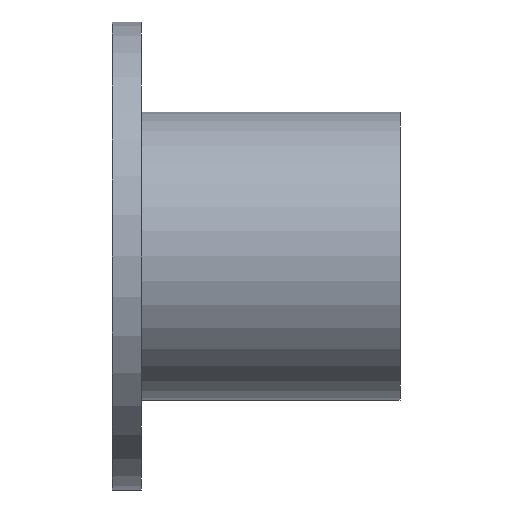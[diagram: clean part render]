
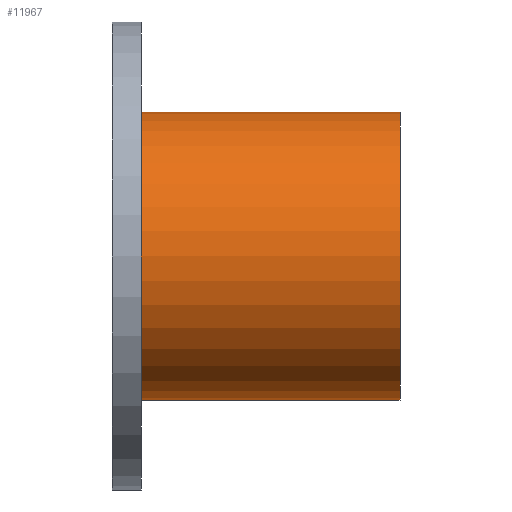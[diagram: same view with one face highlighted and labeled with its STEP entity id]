
A CAD part, front view. The second image highlights one B-rep face of the part: STEP entity #11967.
In plain terms, the highlighted cylindrical face has radius 8 mm (diameter 16 mm), a partial arc.
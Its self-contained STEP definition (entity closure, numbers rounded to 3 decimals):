
#1150 = CARTESIAN_POINT ( 'NONE',  ( 1.62, 0., -8. ) ) ;
#1205 = CARTESIAN_POINT ( 'NONE',  ( 1.62, 0., 0. ) ) ;
#1273 = ORIENTED_EDGE ( 'NONE', *, *, #11425, .T. ) ;
#2315 = DIRECTION ( 'NONE',  ( 0., 0., -1. ) ) ;
#2397 = VERTEX_POINT ( 'NONE', #1150 ) ;
#2926 = CARTESIAN_POINT ( 'NONE',  ( 1.62, 0., 8. ) ) ;
#3065 = DIRECTION ( 'NONE',  ( -1., 0., 0. ) ) ;
#3337 = ORIENTED_EDGE ( 'NONE', *, *, #13524, .T. ) ;
#3757 = VERTEX_POINT ( 'NONE', #11030 ) ;
#4267 = EDGE_LOOP ( 'NONE', ( #11190, #8433, #3337, #1273 ) ) ;
#4693 = AXIS2_PLACEMENT_3D ( 'NONE', #1205, #8861, #2315 ) ;
#4750 = CARTESIAN_POINT ( 'NONE',  ( 16., 0., 0. ) ) ;
#5551 = EDGE_CURVE ( 'NONE', #11338, #2397, #8491, .T. ) ;
#5820 = VECTOR ( 'NONE', #11728, 1000. ) ;
#6542 = CIRCLE ( 'NONE', #9293, 8. ) ;
#6833 = DIRECTION ( 'NONE',  ( 1., 0., 0. ) ) ;
#7042 = CYLINDRICAL_SURFACE ( 'NONE', #12118, 8. ) ;
#7626 = CARTESIAN_POINT ( 'NONE',  ( 16., 0., -8. ) ) ;
#7632 = VECTOR ( 'NONE', #3065, 1000. ) ;
#8051 = LINE ( 'NONE', #11922, #5820 ) ;
#8433 = ORIENTED_EDGE ( 'NONE', *, *, #9389, .F. ) ;
#8491 = LINE ( 'NONE', #9579, #7632 ) ;
#8861 = DIRECTION ( 'NONE',  ( 1., 0., 0. ) ) ;
#9293 = AXIS2_PLACEMENT_3D ( 'NONE', #13400, #6833, #13539 ) ;
#9389 = EDGE_CURVE ( 'NONE', #3757, #11338, #6542, .T. ) ;
#9579 = CARTESIAN_POINT ( 'NONE',  ( 16., 0., -8. ) ) ;
#9973 = CIRCLE ( 'NONE', #4693, 8. ) ;
#10304 = FACE_OUTER_BOUND ( 'NONE', #4267, .T. ) ;
#10458 = VERTEX_POINT ( 'NONE', #2926 ) ;
#10780 = DIRECTION ( 'NONE',  ( 0., 0., 1. ) ) ;
#11030 = CARTESIAN_POINT ( 'NONE',  ( 16., 0., 8. ) ) ;
#11190 = ORIENTED_EDGE ( 'NONE', *, *, #5551, .F. ) ;
#11338 = VERTEX_POINT ( 'NONE', #7626 ) ;
#11425 = EDGE_CURVE ( 'NONE', #10458, #2397, #9973, .T. ) ;
#11728 = DIRECTION ( 'NONE',  ( -1., 0., 0. ) ) ;
#11922 = CARTESIAN_POINT ( 'NONE',  ( 16., 0., 8. ) ) ;
#11967 = ADVANCED_FACE ( 'NONE', ( #10304 ), #7042, .T. ) ;
#12118 = AXIS2_PLACEMENT_3D ( 'NONE', #4750, #13940, #10780 ) ;
#13400 = CARTESIAN_POINT ( 'NONE',  ( 16., 0., 0. ) ) ;
#13524 = EDGE_CURVE ( 'NONE', #3757, #10458, #8051, .T. ) ;
#13539 = DIRECTION ( 'NONE',  ( 0., 0., -1. ) ) ;
#13940 = DIRECTION ( 'NONE',  ( -1., 0., 0. ) ) ;
